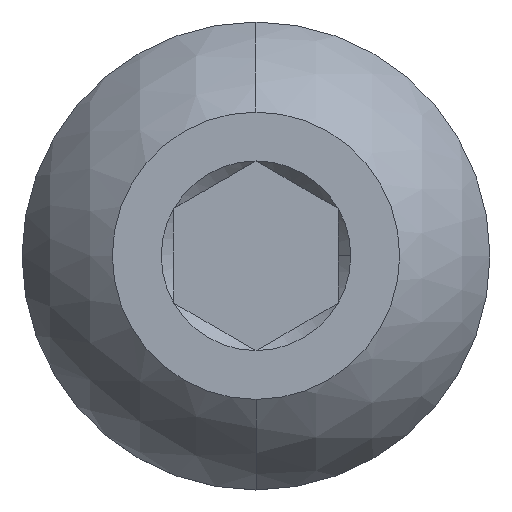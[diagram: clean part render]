
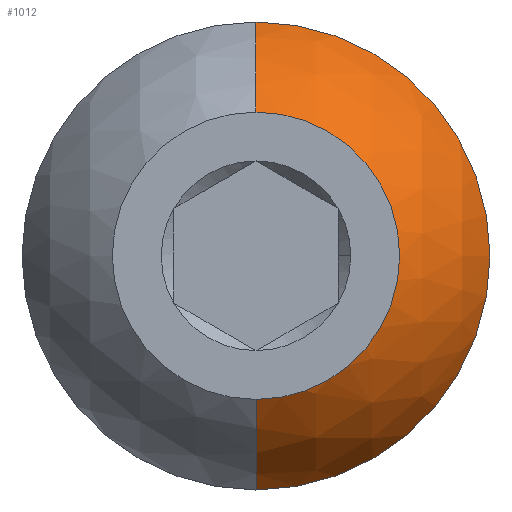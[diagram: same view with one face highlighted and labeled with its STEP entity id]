
A CAD part, top view. The second image highlights one B-rep face of the part: STEP entity #1012.
In plain terms, the highlighted spherical face has radius 3.056 mm.
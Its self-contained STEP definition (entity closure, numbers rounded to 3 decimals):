
#62 = CARTESIAN_POINT ( 'NONE',  ( 0., -2.85, -1.403 ) ) ;
#68 = CIRCLE ( 'NONE', #2114, 3.056 ) ;
#670 = EDGE_CURVE ( 'NONE', #3269, #4592, #68, .T. ) ;
#731 = VERTEX_POINT ( 'NONE', #3764 ) ;
#782 = ORIENTED_EDGE ( 'NONE', *, *, #4663, .T. ) ;
#791 = CIRCLE ( 'NONE', #5248, 3.056 ) ;
#867 = DIRECTION ( 'NONE',  ( 0., -1., 0. ) ) ;
#1002 = SPHERICAL_SURFACE ( 'NONE', #4441, 3.056 ) ;
#1012 = ADVANCED_FACE ( 'NONE', ( #3434 ), #1002, .T. ) ;
#1521 = VERTEX_POINT ( 'NONE', #1663 ) ;
#1532 = DIRECTION ( 'NONE',  ( 0., 1., 0. ) ) ;
#1663 = CARTESIAN_POINT ( 'NONE',  ( 2.85, 0., -1.403 ) ) ;
#1746 = AXIS2_PLACEMENT_3D ( 'NONE', #3311, #2056, #2094 ) ;
#1831 = CARTESIAN_POINT ( 'NONE',  ( 0., 2.85, -1.403 ) ) ;
#2056 = DIRECTION ( 'NONE',  ( 0., 0., 1. ) ) ;
#2094 = DIRECTION ( 'NONE',  ( 1., 0., 0. ) ) ;
#2114 = AXIS2_PLACEMENT_3D ( 'NONE', #3742, #4107, #1532 ) ;
#2178 = ORIENTED_EDGE ( 'NONE', *, *, #670, .T. ) ;
#2216 = CARTESIAN_POINT ( 'NONE',  ( 0., 0., -2.505 ) ) ;
#2468 = CARTESIAN_POINT ( 'NONE',  ( 0., 1.75, 0. ) ) ;
#2563 = DIRECTION ( 'NONE',  ( 1., 0., 0. ) ) ;
#2666 = DIRECTION ( 'NONE',  ( 0., -1., 0. ) ) ;
#2805 = EDGE_LOOP ( 'NONE', ( #5131, #782, #2178, #4935, #5443 ) ) ;
#2978 = CARTESIAN_POINT ( 'NONE',  ( 0., 0., -1.403 ) ) ;
#3074 = DIRECTION ( 'NONE',  ( 1., 0., 0. ) ) ;
#3152 = EDGE_CURVE ( 'NONE', #4093, #1521, #4035, .T. ) ;
#3269 = VERTEX_POINT ( 'NONE', #1831 ) ;
#3311 = CARTESIAN_POINT ( 'NONE',  ( 0., 0., -1.403 ) ) ;
#3434 = FACE_OUTER_BOUND ( 'NONE', #2805, .T. ) ;
#3493 = DIRECTION ( 'NONE',  ( 0., 0., 1. ) ) ;
#3690 = CIRCLE ( 'NONE', #5474, 1.75 ) ;
#3742 = CARTESIAN_POINT ( 'NONE',  ( 0., 0., -2.505 ) ) ;
#3764 = CARTESIAN_POINT ( 'NONE',  ( 0., -1.75, 0. ) ) ;
#3831 = AXIS2_PLACEMENT_3D ( 'NONE', #2978, #4245, #4697 ) ;
#3909 = DIRECTION ( 'NONE',  ( -1., 0., 0. ) ) ;
#4035 = CIRCLE ( 'NONE', #3831, 2.85 ) ;
#4093 = VERTEX_POINT ( 'NONE', #62 ) ;
#4107 = DIRECTION ( 'NONE',  ( 1., 0., 0. ) ) ;
#4167 = CIRCLE ( 'NONE', #1746, 2.85 ) ;
#4245 = DIRECTION ( 'NONE',  ( 0., 0., 1. ) ) ;
#4441 = AXIS2_PLACEMENT_3D ( 'NONE', #2216, #3074, #2666 ) ;
#4592 = VERTEX_POINT ( 'NONE', #2468 ) ;
#4663 = EDGE_CURVE ( 'NONE', #1521, #3269, #4167, .T. ) ;
#4697 = DIRECTION ( 'NONE',  ( 1., 0., 0. ) ) ;
#4935 = ORIENTED_EDGE ( 'NONE', *, *, #5090, .F. ) ;
#5090 = EDGE_CURVE ( 'NONE', #731, #4592, #3690, .T. ) ;
#5126 = EDGE_CURVE ( 'NONE', #4093, #731, #791, .T. ) ;
#5131 = ORIENTED_EDGE ( 'NONE', *, *, #3152, .T. ) ;
#5165 = CARTESIAN_POINT ( 'NONE',  ( 0., 0., 0. ) ) ;
#5199 = CARTESIAN_POINT ( 'NONE',  ( 0., 0., -2.505 ) ) ;
#5248 = AXIS2_PLACEMENT_3D ( 'NONE', #5199, #3909, #867 ) ;
#5443 = ORIENTED_EDGE ( 'NONE', *, *, #5126, .F. ) ;
#5474 = AXIS2_PLACEMENT_3D ( 'NONE', #5165, #3493, #2563 ) ;
